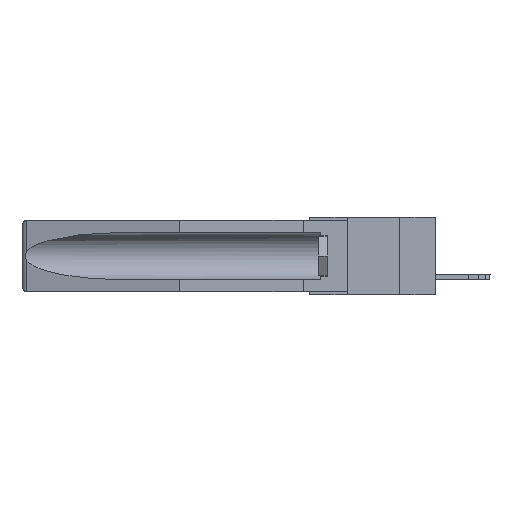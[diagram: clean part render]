
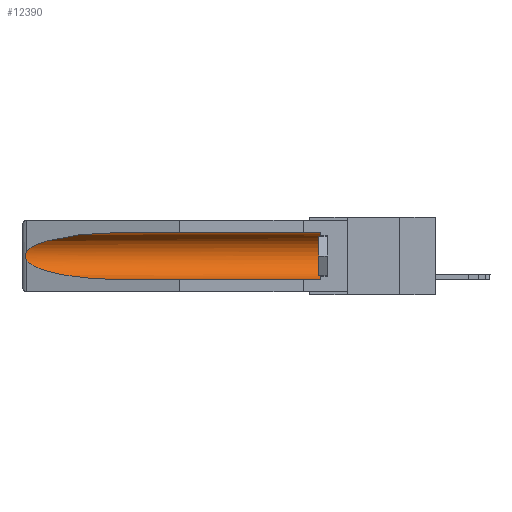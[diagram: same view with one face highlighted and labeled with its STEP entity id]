
A CAD part, left-side view. The second image highlights one B-rep face of the part: STEP entity #12390.
In plain terms, the highlighted cylindrical face has radius 2.857 mm (diameter 5.715 mm), a partial arc.
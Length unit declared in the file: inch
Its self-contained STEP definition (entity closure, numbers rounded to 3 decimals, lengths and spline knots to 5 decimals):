
#258 = CARTESIAN_POINT ( 'NONE',  ( 0.26597, 1.52961, -0.15275 ) ) ;
#385 = FACE_OUTER_BOUND ( 'NONE', #13172, .T. ) ;
#503 = ORIENTED_EDGE ( 'NONE', *, *, #5381, .F. ) ;
#648 = VERTEX_POINT ( 'NONE', #8489 ) ;
#815 = DIRECTION ( 'NONE',  ( 0., 1., 0. ) ) ;
#948 = CARTESIAN_POINT ( 'NONE',  ( 0.26537, 1.52718, -0.19328 ) ) ;
#1135 = VERTEX_POINT ( 'NONE', #7689 ) ;
#1578 = CARTESIAN_POINT ( 'NONE',  ( 0.21114, 1.30732, -0.059 ) ) ;
#1944 = DIRECTION ( 'NONE',  ( 0., 0., 1. ) ) ;
#2323 = B_SPLINE_CURVE_WITH_KNOTS ( 'NONE', 3,
 ( #5297, #258, #8971, #7859, #4148, #2700, #5407, #11381, #4044, #7803 ),
 .UNSPECIFIED., .F., .F.,
 ( 4, 2, 2, 2, 4 ),
 ( 0., 0.00029, 0.00058, 0.00087, 0.00117 ),
 .UNSPECIFIED. ) ;
#2403 = EDGE_CURVE ( 'NONE', #10690, #11665, #2323, .T. ) ;
#2539 = CARTESIAN_POINT ( 'NONE',  ( 0.25451, 1.48313, -0.24835 ) ) ;
#2700 = CARTESIAN_POINT ( 'NONE',  ( 0.2675, 1.53308, -0.17534 ) ) ;
#2927 = CARTESIAN_POINT ( 'NONE',  ( 0.155, 0.126, -0.059 ) ) ;
#3288 = CARTESIAN_POINT ( 'NONE',  ( 0.26537, 1.52718, -0.14972 ) ) ;
#3344 = DIRECTION ( 'NONE',  ( 0., 0., 1. ) ) ;
#3701 =( BOUNDED_CURVE ( )  B_SPLINE_CURVE ( 3, ( #11241, #1578, #9271, #3288 ),
 .UNSPECIFIED., .F., .F. ) 
 B_SPLINE_CURVE_WITH_KNOTS ( ( 4, 4 ),
 ( 4.71239, 6.08839 ),
 .UNSPECIFIED. ) 
 CURVE ( )  GEOMETRIC_REPRESENTATION_ITEM ( )  RATIONAL_B_SPLINE_CURVE ( ( 1., 0.848, 0.848, 1. ) ) 
 REPRESENTATION_ITEM ( '' )  );
#3985 = ORIENTED_EDGE ( 'NONE', *, *, #2403, .T. ) ;
#4044 = CARTESIAN_POINT ( 'NONE',  ( 0.26597, 1.5296, -0.19026 ) ) ;
#4101 = ORIENTED_EDGE ( 'NONE', *, *, #9666, .T. ) ;
#4148 = CARTESIAN_POINT ( 'NONE',  ( 0.2675, 1.53308, -0.16763 ) ) ;
#4935 = CARTESIAN_POINT ( 'NONE',  ( 0.155, -0.30754, -0.284 ) ) ;
#5014 = LINE ( 'NONE', #5111, #11138 ) ;
#5111 = CARTESIAN_POINT ( 'NONE',  ( 0.155, -0.30754, -0.059 ) ) ;
#5174 = EDGE_CURVE ( 'NONE', #5883, #7974, #5014, .T. ) ;
#5297 = CARTESIAN_POINT ( 'NONE',  ( 0.26537, 1.52718, -0.14972 ) ) ;
#5381 = EDGE_CURVE ( 'NONE', #1135, #648, #13227, .T. ) ;
#5407 = CARTESIAN_POINT ( 'NONE',  ( 0.2673, 1.53269, -0.17917 ) ) ;
#5727 = CARTESIAN_POINT ( 'NONE',  ( 0.155, -0.30754, -0.1715 ) ) ;
#5883 = VERTEX_POINT ( 'NONE', #2927 ) ;
#6188 = CARTESIAN_POINT ( 'NONE',  ( 0.26537, 1.52718, -0.19328 ) ) ;
#6843 = EDGE_CURVE ( 'NONE', #1135, #5883, #12982, .T. ) ;
#7281 = VECTOR ( 'NONE', #12234, 39.37008 ) ;
#7555 = ORIENTED_EDGE ( 'NONE', *, *, #6843, .T. ) ;
#7689 = CARTESIAN_POINT ( 'NONE',  ( 0.155, 0.126, -0.284 ) ) ;
#7803 = CARTESIAN_POINT ( 'NONE',  ( 0.26537, 1.52718, -0.19328 ) ) ;
#7859 = CARTESIAN_POINT ( 'NONE',  ( 0.2673, 1.5327, -0.16383 ) ) ;
#7919 = CARTESIAN_POINT ( 'NONE',  ( 0.155, 1.07973, -0.059 ) ) ;
#7974 = VERTEX_POINT ( 'NONE', #7919 ) ;
#8489 = CARTESIAN_POINT ( 'NONE',  ( 0.155, 1.07973, -0.284 ) ) ;
#8513 =( BOUNDED_CURVE ( )  B_SPLINE_CURVE ( 3, ( #6188, #2539, #14804, #8753 ),
 .UNSPECIFIED., .F., .T. ) 
 B_SPLINE_CURVE_WITH_KNOTS ( ( 4, 4 ),
 ( 0.1948, 1.5708 ),
 .UNSPECIFIED. ) 
 CURVE ( )  GEOMETRIC_REPRESENTATION_ITEM ( )  RATIONAL_B_SPLINE_CURVE ( ( 1., 0.848, 0.848, 1. ) ) 
 REPRESENTATION_ITEM ( '' )  );
#8605 = CARTESIAN_POINT ( 'NONE',  ( 0.26537, 1.52718, -0.14972 ) ) ;
#8753 = CARTESIAN_POINT ( 'NONE',  ( 0.155, 1.07973, -0.284 ) ) ;
#8971 = CARTESIAN_POINT ( 'NONE',  ( 0.26654, 1.53092, -0.15636 ) ) ;
#9271 = CARTESIAN_POINT ( 'NONE',  ( 0.25451, 1.48313, -0.09465 ) ) ;
#9666 = EDGE_CURVE ( 'NONE', #7974, #10690, #3701, .T. ) ;
#10261 = AXIS2_PLACEMENT_3D ( 'NONE', #13035, #14259, #1944 ) ;
#10690 = VERTEX_POINT ( 'NONE', #8605 ) ;
#11138 = VECTOR ( 'NONE', #14103, 39.37008 ) ;
#11241 = CARTESIAN_POINT ( 'NONE',  ( 0.155, 1.07973, -0.059 ) ) ;
#11381 = CARTESIAN_POINT ( 'NONE',  ( 0.26655, 1.53094, -0.18657 ) ) ;
#11492 = ORIENTED_EDGE ( 'NONE', *, *, #14209, .T. ) ;
#11665 = VERTEX_POINT ( 'NONE', #948 ) ;
#12234 = DIRECTION ( 'NONE',  ( 0., 1., 0. ) ) ;
#12390 = ADVANCED_FACE ( 'NONE', ( #385 ), #15563, .F. ) ;
#12982 = CIRCLE ( 'NONE', #10261, 0.1125 ) ;
#13035 = CARTESIAN_POINT ( 'NONE',  ( 0.155, 0.126, -0.1715 ) ) ;
#13172 = EDGE_LOOP ( 'NONE', ( #4101, #3985, #11492, #503, #7555, #13794 ) ) ;
#13227 = LINE ( 'NONE', #4935, #7281 ) ;
#13614 = AXIS2_PLACEMENT_3D ( 'NONE', #5727, #815, #3344 ) ;
#13794 = ORIENTED_EDGE ( 'NONE', *, *, #5174, .T. ) ;
#14103 = DIRECTION ( 'NONE',  ( 0., 1., 0. ) ) ;
#14209 = EDGE_CURVE ( 'NONE', #11665, #648, #8513, .T. ) ;
#14259 = DIRECTION ( 'NONE',  ( 0., -1., 0. ) ) ;
#14804 = CARTESIAN_POINT ( 'NONE',  ( 0.21114, 1.30732, -0.284 ) ) ;
#15563 = CYLINDRICAL_SURFACE ( 'NONE', #13614, 0.1125 ) ;
